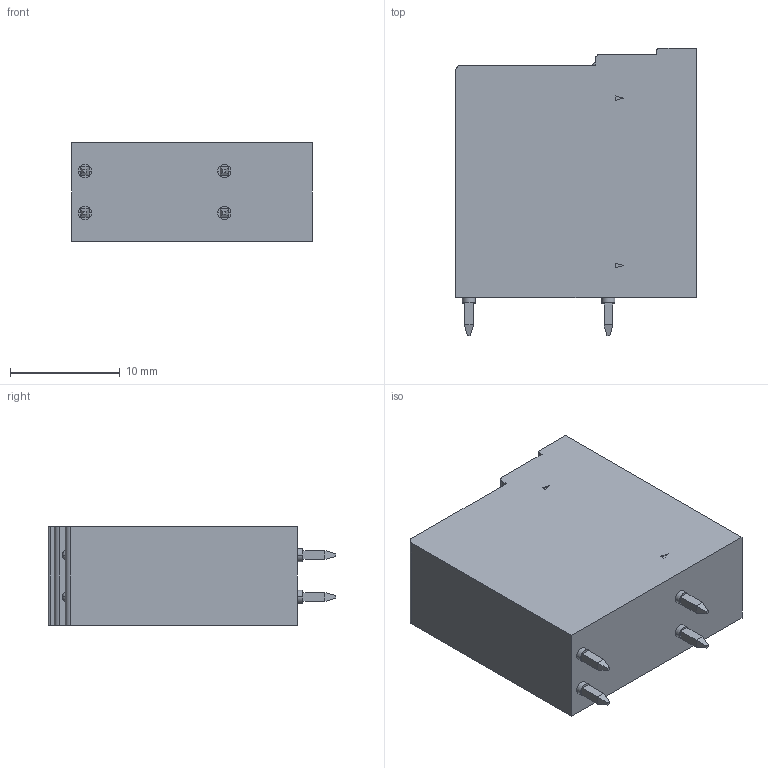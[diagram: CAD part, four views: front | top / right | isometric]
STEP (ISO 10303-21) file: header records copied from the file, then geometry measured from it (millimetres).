
FILE_DESCRIPTION(('SolidDesigner STEP Export'),'2;1');
FILE_NAME('mcd_1.5-2-g1-3.81.stp','2005-12-22T10:03:43',(''),(''),'OneSpace Designer STEP processor for AP214 (Solid Model)','OneSpace Designer 13.01 05-Feb-2005 (C) CoCreate Software GmbH','');
FILE_SCHEMA(('AUTOMOTIVE_DESIGN { 1 0 10303 214 1 1 1 1 }'));
Length unit declared in the file: millimetre
Products named in the file (2): mcd_1.5-2-g1-3.81
Assembly tree (1 placements, depth 2):
  mcd_1.5-2-g1-3.81
    mcd_1.5-2-g1-3.81
Bounding box: 21.9 x 26.2 x 9.01 mm (x, y, z)
Volume: 3844.3 mm3; surface area: 2477.9 mm2
Topology: 1 solids, 1 shells, 312 faces, 775 edges, 494 vertices
Faces by surface type: plane 239, cylinder 61, cone 8, sphere 4
Entity records: 11288 total; most frequent: CARTESIAN_POINT 1579, ORIENTED_EDGE 1550, DIRECTION 1379, EDGE_CURVE 775, VECTOR 583, LINE 583, VERTEX_POINT 494, AXIS2_PLACEMENT_3D 398
